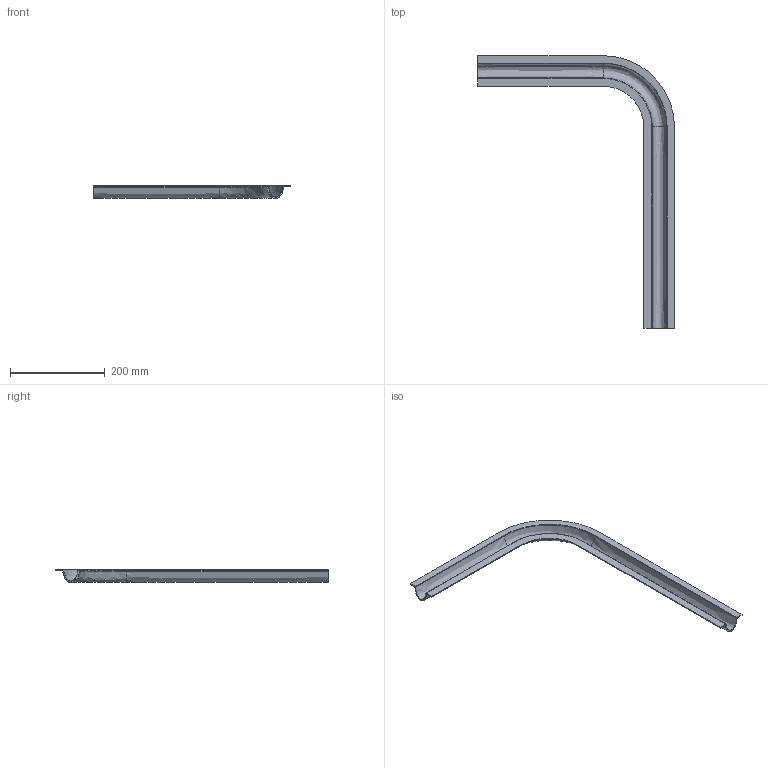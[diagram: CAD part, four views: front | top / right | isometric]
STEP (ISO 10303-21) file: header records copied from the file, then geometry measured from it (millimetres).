
FILE_DESCRIPTION(('FreeCAD Model'),'2;1');
FILE_NAME('Open CASCADE Shape Model','2025-11-25T17:27:17',('FreeCAD'),( 'FreeCAD'),'Open CASCADE STEP processor 7.8','FreeCAD','Unknown');
FILE_SCHEMA(('AUTOMOTIVE_DESIGN { 1 0 10303 214 1 1 1 1 }'));
Length unit declared in the file: millimetre
Products named in the file (1): Open CASCADE STEP translator 7.8 1
Bounding box: 416.9 x 576.8 x 27.3 mm (x, y, z)
Volume: 203865 mm3; surface area: 172209.4 mm2
Topology: 1 solids, 1 shells, 30 faces, 76 edges, 48 vertices
Faces by surface type: bspline 12, plane 10, extrusion 4, cylinder 2, revolution 2
Entity records: 2162 total; most frequent: CARTESIAN_POINT 1587, ORIENTED_EDGE 152, EDGE_CURVE 76, DIRECTION 64, VERTEX_POINT 48, B_SPLINE_CURVE_WITH_KNOTS 38, ADVANCED_FACE 30, FACE_BOUND 30
